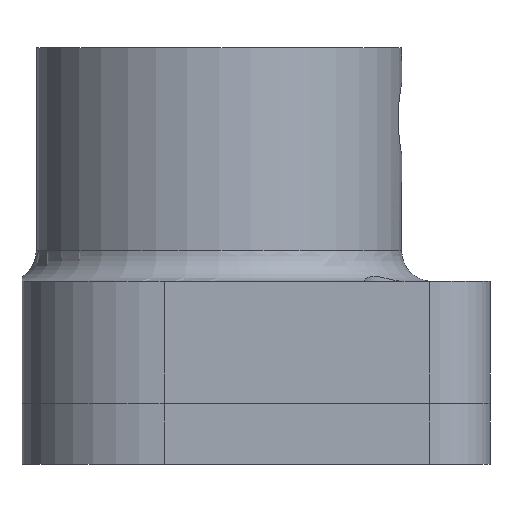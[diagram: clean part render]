
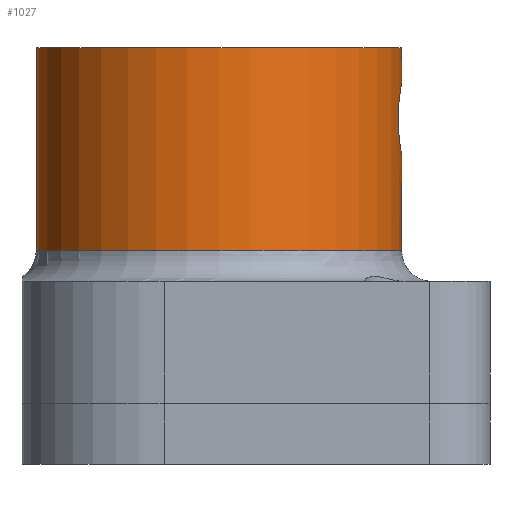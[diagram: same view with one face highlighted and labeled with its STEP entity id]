
A CAD part, front view. The second image highlights one B-rep face of the part: STEP entity #1027.
In plain terms, the highlighted cylindrical face has radius 9 mm (diameter 18 mm), a full revolution.
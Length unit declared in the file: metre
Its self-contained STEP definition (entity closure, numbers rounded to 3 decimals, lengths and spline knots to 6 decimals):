
#46=B_SPLINE_CURVE_WITH_KNOTS('',3,(#2189,#2190,#2191,#2192,#2193,#2194,
#2195,#2196,#2197,#2198,#2199),.UNSPECIFIED.,.T.,.F.,(1,1,1,1,1,1,1,1,1,
1,1,1,1,1,1),(-0.004114,-0.002743,-0.001371,
0.,0.001371,0.002743,0.004114,0.005486,
0.006857,0.008229,0.0096,0.010972,
0.012343,0.013715,0.015086),.UNSPECIFIED.);
#404=ORIENTED_EDGE('',*,*,#576,.F.);
#405=ORIENTED_EDGE('',*,*,#575,.F.);
#406=ORIENTED_EDGE('',*,*,#577,.T.);
#575=EDGE_CURVE('',#680,#680,#46,.T.);
#576=EDGE_CURVE('',#681,#681,#738,.T.);
#577=EDGE_CURVE('',#682,#682,#739,.T.);
#680=VERTEX_POINT('',#2200);
#681=VERTEX_POINT('',#2203);
#682=VERTEX_POINT('',#2205);
#738=CIRCLE('',#1161,0.009);
#739=CIRCLE('',#1162,0.009);
#829=EDGE_LOOP('',(#404));
#830=EDGE_LOOP('',(#405));
#831=EDGE_LOOP('',(#406));
#933=FACE_BOUND('',#829,.T.);
#934=FACE_BOUND('',#830,.T.);
#935=FACE_BOUND('',#831,.T.);
#975=CYLINDRICAL_SURFACE('',#1160,0.009);
#1027=ADVANCED_FACE('',(#933,#934,#935),#975,.T.);
#1160=AXIS2_PLACEMENT_3D('',#2201,#1426,#1427);
#1161=AXIS2_PLACEMENT_3D('',#2202,#1428,#1429);
#1162=AXIS2_PLACEMENT_3D('',#2204,#1430,#1431);
#1426=DIRECTION('',(0.,0.,1.));
#1427=DIRECTION('',(-1.,0.,0.));
#1428=DIRECTION('',(0.,0.,-1.));
#1429=DIRECTION('',(-1.,0.,0.));
#1430=DIRECTION('',(0.,0.,-1.));
#1431=DIRECTION('',(-1.,0.,0.));
#2189=CARTESIAN_POINT('',(0.008915,-0.030329,-0.006371));
#2190=CARTESIAN_POINT('',(0.008787,-0.02977,-0.005001));
#2191=CARTESIAN_POINT('',(0.008915,-0.030328,-0.003626));
#2192=CARTESIAN_POINT('',(0.009043,-0.031704,-0.00306));
#2193=CARTESIAN_POINT('',(0.008914,-0.033075,-0.003629));
#2194=CARTESIAN_POINT('',(0.008787,-0.03363,-0.005001));
#2195=CARTESIAN_POINT('',(0.008915,-0.033068,-0.006372));
#2196=CARTESIAN_POINT('',(0.009042,-0.031698,-0.006941));
#2197=CARTESIAN_POINT('',(0.008915,-0.030329,-0.006371));
#2198=CARTESIAN_POINT('',(0.008787,-0.02977,-0.005001));
#2199=CARTESIAN_POINT('',(0.008915,-0.030328,-0.003626));
#2200=CARTESIAN_POINT('',(0.008829,-0.029956,-0.005));
#2201=CARTESIAN_POINT('',(0.,-0.0317,-0.007));
#2202=CARTESIAN_POINT('',(0.,-0.0317,-0.0115));
#2203=CARTESIAN_POINT('',(-0.009,-0.0317,-0.0115));
#2204=CARTESIAN_POINT('',(0.,-0.0317,-0.0015));
#2205=CARTESIAN_POINT('',(-0.009,-0.0317,-0.0015));
